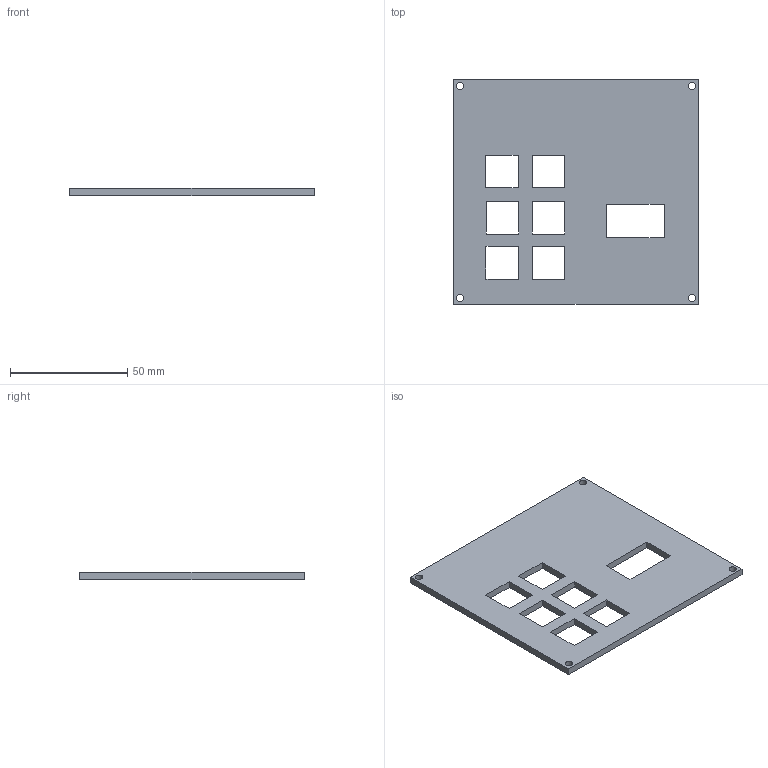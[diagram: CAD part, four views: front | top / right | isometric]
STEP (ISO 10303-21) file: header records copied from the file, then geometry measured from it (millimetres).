
FILE_DESCRIPTION(/* description */ (''),/* implementation_level */ '2;1');
FILE_NAME(/* name */ 'CaseTop.step',/* time_stamp */ '2025-12-29T18:32:54-05:00',/* author */ (''),/* organization */ (''),/* preprocessor_version */ 'ST-DEVELOPER v20.1',/* originating_system */ 'Autodesk Translation Framework v14.21.0.0',/* authorisation */ '');
FILE_SCHEMA (('AUTOMOTIVE_DESIGN { 1 0 10303 214 3 1 1 }'));
Length unit declared in the file: millimetre
Products named in the file (1): 2025-12-29-18-32-54-928
Bounding box: 104.5 x 96 x 3 mm (x, y, z)
Volume: 25374.1 mm3; surface area: 19505.1 mm2
Topology: 1 solids, 1 shells, 42 faces, 120 edges, 80 vertices
Faces by surface type: plane 38, cylinder 4
Full cylindrical faces by diameter (mm): 3.2 x4
Entity records: 1436 total; most frequent: CARTESIAN_POINT 243, ORIENTED_EDGE 240, DIRECTION 214, EDGE_CURVE 120, LINE 112, VECTOR 112, VERTEX_POINT 80, EDGE_LOOP 64
